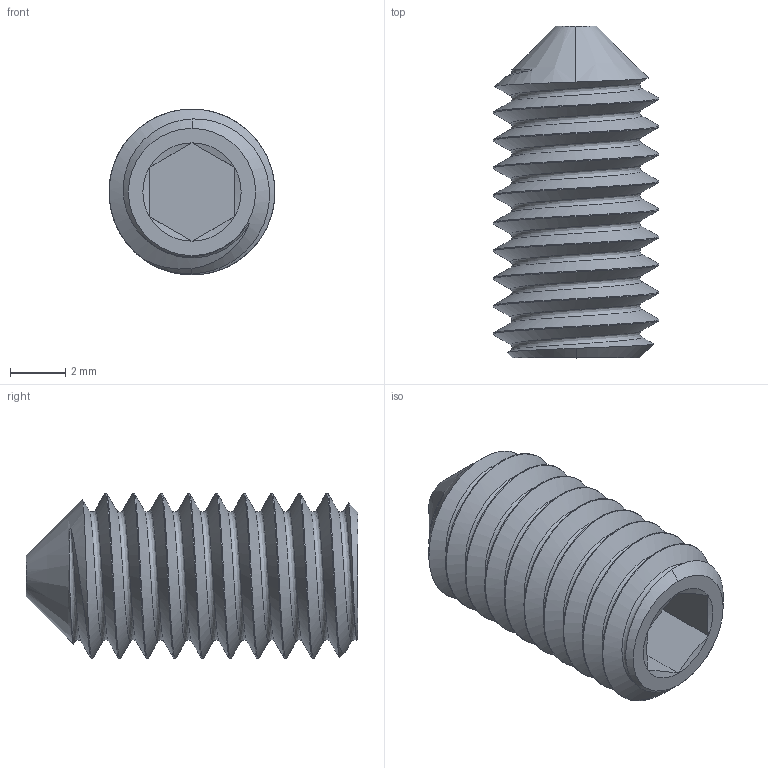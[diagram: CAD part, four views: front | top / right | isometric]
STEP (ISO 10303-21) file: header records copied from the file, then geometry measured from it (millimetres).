
FILE_DESCRIPTION (( 'STEP AP214' ), '1' );
FILE_NAME ('M6.STEP', '2019-03-27T17:41:13', ( '' ), ( '' ), 'SwSTEP 2.0', 'SolidWorks 2018', '' );
FILE_SCHEMA (( 'AUTOMOTIVE_DESIGN' ));
Length unit declared in the file: millimetre
Products named in the file (1): M6
Bounding box: 6 x 12 x 6 mm (x, y, z)
Volume: 215.1 mm3; surface area: 365.2 mm2
Topology: 1 solids, 1 shells, 42 faces, 105 edges, 66 vertices
Faces by surface type: cylinder 19, cone 11, plane 9, bspline 3
Entity records: 3814 total; most frequent: CARTESIAN_POINT 2937, ORIENTED_EDGE 210, DIRECTION 139, EDGE_CURVE 105, VERTEX_POINT 66, AXIS2_PLACEMENT_3D 52, EDGE_LOOP 43, FACE_OUTER_BOUND 42
